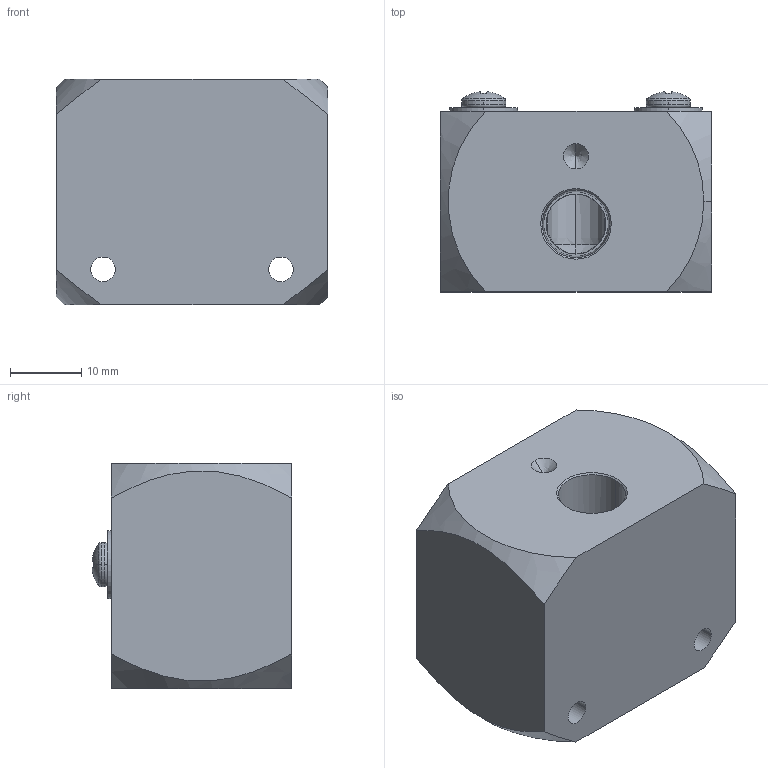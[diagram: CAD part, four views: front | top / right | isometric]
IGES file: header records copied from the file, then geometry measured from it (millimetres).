
Start section: SolidWorks IGES file using analytic representation for surfaces
Global section: file name: E-V-250099.IGS; native system: SolidWorks 2022; preprocessor: SolidWorks 2022; author: WTsang; date: 251007.083922; units: inch
Bounding box: 38.1 x 28.11 x 31.75 mm (x, y, z)
Volume: 26183.1 mm3; surface area: 8266.9 mm2
Topology: 5 solids, 5 shells, 303 faces, 844 edges, 549 vertices
Faces by surface type: revolution 245, plane 52, bspline 6
